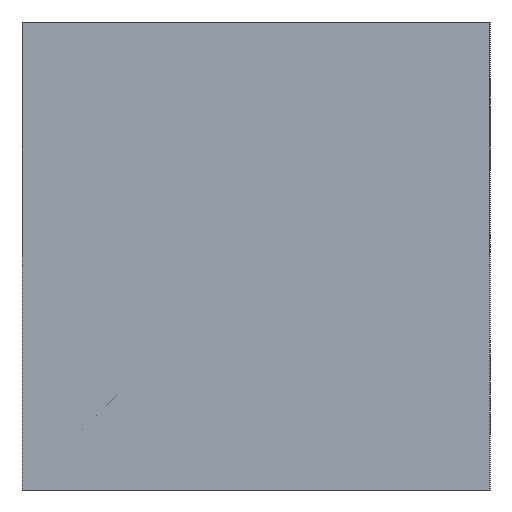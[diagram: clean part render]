
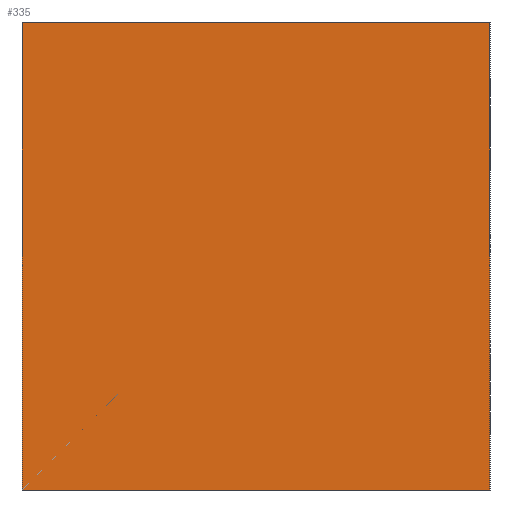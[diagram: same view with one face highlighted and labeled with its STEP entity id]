
A CAD part, left-side view. The second image highlights one B-rep face of the part: STEP entity #335.
In plain terms, the highlighted planar face has unit normal (-1, 0, 0).
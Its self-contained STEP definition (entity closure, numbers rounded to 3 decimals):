
#8 = AXIS2_PLACEMENT_3D ( 'NONE', #671, #678, #679 ) ;
#36 = DIRECTION ( 'NONE',  ( 0., 0., 1. ) ) ;
#37 = CARTESIAN_POINT ( 'NONE',  ( 0., 76.2, 0. ) ) ;
#58 = EDGE_CURVE ( 'NONE', #218, #219, #456, .T. ) ;
#63 = EDGE_CURVE ( 'NONE', #221, #218, #454, .T. ) ;
#88 = EDGE_CURVE ( 'NONE', #220, #219, #473, .T. ) ;
#110 = EDGE_CURVE ( 'NONE', #221, #220, #525, .T. ) ;
#181 = EDGE_LOOP ( 'NONE', ( #376, #377, #378, #379 ) ) ;
#189 = CARTESIAN_POINT ( 'NONE',  ( 0., 0., 0. ) ) ;
#190 = CARTESIAN_POINT ( 'NONE',  ( 0., 76.2, -76.2 ) ) ;
#218 = VERTEX_POINT ( 'NONE', #644 ) ;
#219 = VERTEX_POINT ( 'NONE', #645 ) ;
#220 = VERTEX_POINT ( 'NONE', #646 ) ;
#221 = VERTEX_POINT ( 'NONE', #647 ) ;
#226 = DIRECTION ( 'NONE',  ( 0., 0., 1. ) ) ;
#227 = DIRECTION ( 'NONE',  ( 0., -1., 0. ) ) ;
#287 = CARTESIAN_POINT ( 'NONE',  ( 0., 76.2, 0. ) ) ;
#291 = DIRECTION ( 'NONE',  ( 0., -1., 0. ) ) ;
#335 = ADVANCED_FACE ( 'NONE', ( #544 ), #675, .F. ) ;
#376 = ORIENTED_EDGE ( 'NONE', *, *, #58, .T. ) ;
#377 = ORIENTED_EDGE ( 'NONE', *, *, #88, .F. ) ;
#378 = ORIENTED_EDGE ( 'NONE', *, *, #110, .F. ) ;
#379 = ORIENTED_EDGE ( 'NONE', *, *, #63, .T. ) ;
#454 = LINE ( 'NONE', #190, #458 ) ;
#456 = LINE ( 'NONE', #189, #457 ) ;
#457 = VECTOR ( 'NONE', #226, 1000. ) ;
#458 = VECTOR ( 'NONE', #227, 1000. ) ;
#473 = LINE ( 'NONE', #287, #493 ) ;
#493 = VECTOR ( 'NONE', #291, 1000. ) ;
#525 = LINE ( 'NONE', #37, #526 ) ;
#526 = VECTOR ( 'NONE', #36, 1000. ) ;
#544 = FACE_OUTER_BOUND ( 'NONE', #181, .T. ) ;
#644 = CARTESIAN_POINT ( 'NONE',  ( 0., 0., -76.2 ) ) ;
#645 = CARTESIAN_POINT ( 'NONE',  ( 0., 0., 0. ) ) ;
#646 = CARTESIAN_POINT ( 'NONE',  ( 0., 76.2, 0. ) ) ;
#647 = CARTESIAN_POINT ( 'NONE',  ( 0., 76.2, -76.2 ) ) ;
#671 = CARTESIAN_POINT ( 'NONE',  ( 0., 76.2, 0. ) ) ;
#675 = PLANE ( 'NONE',  #8 ) ;
#678 = DIRECTION ( 'NONE',  ( 1., 0., 0. ) ) ;
#679 = DIRECTION ( 'NONE',  ( 0., 0., -1. ) ) ;
